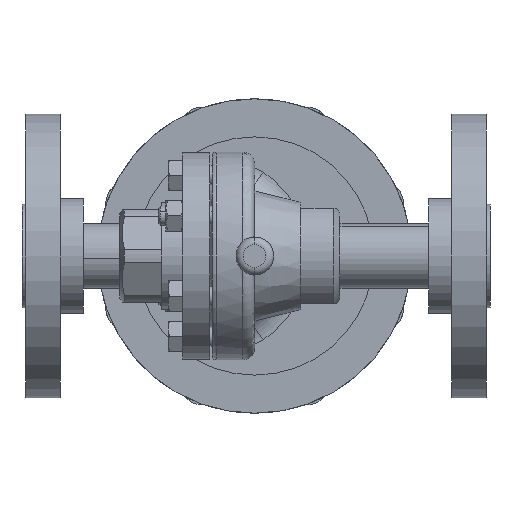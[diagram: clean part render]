
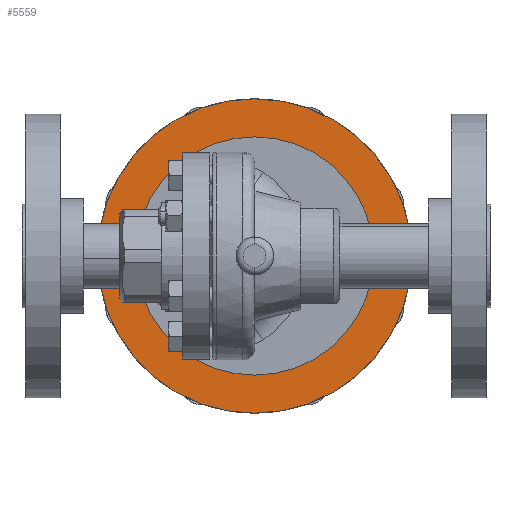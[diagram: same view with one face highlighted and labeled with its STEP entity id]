
A CAD part, front view. The second image highlights one B-rep face of the part: STEP entity #5559.
In plain terms, the highlighted planar face has unit normal (0, -1, 0).
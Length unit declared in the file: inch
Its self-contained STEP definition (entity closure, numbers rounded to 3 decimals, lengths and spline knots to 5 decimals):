
#80 = CIRCLE ( 'NONE', #12448, 1.94 ) ;
#296 = VERTEX_POINT ( 'NONE', #2738 ) ;
#635 = ORIENTED_EDGE ( 'NONE', *, *, #9490, .F. ) ;
#644 = DIRECTION ( 'NONE',  ( 0., 1., 0. ) ) ;
#989 = FACE_OUTER_BOUND ( 'NONE', #15142, .T. ) ;
#1627 = CIRCLE ( 'NONE', #5121, 1.94 ) ;
#1684 = AXIS2_PLACEMENT_3D ( 'NONE', #5212, #6520, #13529 ) ;
#1992 = CIRCLE ( 'NONE', #7360, 2.56 ) ;
#2233 = CARTESIAN_POINT ( 'NONE',  ( 0., 2.05, -1.94 ) ) ;
#2296 = VERTEX_POINT ( 'NONE', #8576 ) ;
#2346 = EDGE_CURVE ( 'NONE', #6737, #11275, #1627, .T. ) ;
#2738 = CARTESIAN_POINT ( 'NONE',  ( 0., 2.05, 2.56 ) ) ;
#4128 = DIRECTION ( 'NONE',  ( 0., -1., 0. ) ) ;
#4195 = PLANE ( 'NONE',  #7140 ) ;
#4824 = DIRECTION ( 'NONE',  ( 0., -1., 0. ) ) ;
#5121 = AXIS2_PLACEMENT_3D ( 'NONE', #7698, #4128, #13708 ) ;
#5212 = CARTESIAN_POINT ( 'NONE',  ( 0., 2.05, 0. ) ) ;
#5559 = ADVANCED_FACE ( 'NONE', ( #8209, #989 ), #4195, .F. ) ;
#5826 = EDGE_CURVE ( 'NONE', #296, #2296, #1992, .T. ) ;
#6520 = DIRECTION ( 'NONE',  ( 0., 1., 0. ) ) ;
#6737 = VERTEX_POINT ( 'NONE', #7879 ) ;
#7014 = DIRECTION ( 'NONE',  ( 0., 0., -1. ) ) ;
#7140 = AXIS2_PLACEMENT_3D ( 'NONE', #14806, #644, #7808 ) ;
#7332 = EDGE_LOOP ( 'NONE', ( #635, #8197 ) ) ;
#7360 = AXIS2_PLACEMENT_3D ( 'NONE', #12584, #11225, #13634 ) ;
#7698 = CARTESIAN_POINT ( 'NONE',  ( 0., 2.05, 0. ) ) ;
#7808 = DIRECTION ( 'NONE',  ( 0., 0., 1. ) ) ;
#7879 = CARTESIAN_POINT ( 'NONE',  ( 0., 2.05, 1.94 ) ) ;
#8197 = ORIENTED_EDGE ( 'NONE', *, *, #2346, .F. ) ;
#8209 = FACE_BOUND ( 'NONE', #7332, .T. ) ;
#8576 = CARTESIAN_POINT ( 'NONE',  ( 0., 2.05, -2.56 ) ) ;
#8764 = ORIENTED_EDGE ( 'NONE', *, *, #10873, .F. ) ;
#8802 = ORIENTED_EDGE ( 'NONE', *, *, #5826, .F. ) ;
#9157 = CIRCLE ( 'NONE', #1684, 2.56 ) ;
#9490 = EDGE_CURVE ( 'NONE', #11275, #6737, #80, .T. ) ;
#10873 = EDGE_CURVE ( 'NONE', #2296, #296, #9157, .T. ) ;
#11225 = DIRECTION ( 'NONE',  ( 0., 1., 0. ) ) ;
#11275 = VERTEX_POINT ( 'NONE', #2233 ) ;
#11784 = CARTESIAN_POINT ( 'NONE',  ( 0., 2.05, 0. ) ) ;
#12448 = AXIS2_PLACEMENT_3D ( 'NONE', #11784, #4824, #7014 ) ;
#12584 = CARTESIAN_POINT ( 'NONE',  ( 0., 2.05, 0. ) ) ;
#13529 = DIRECTION ( 'NONE',  ( 0., 0., 1. ) ) ;
#13634 = DIRECTION ( 'NONE',  ( 0., 0., 1. ) ) ;
#13708 = DIRECTION ( 'NONE',  ( 0., 0., -1. ) ) ;
#14806 = CARTESIAN_POINT ( 'NONE',  ( -2.565, 2.05, 0. ) ) ;
#15142 = EDGE_LOOP ( 'NONE', ( #8764, #8802 ) ) ;
